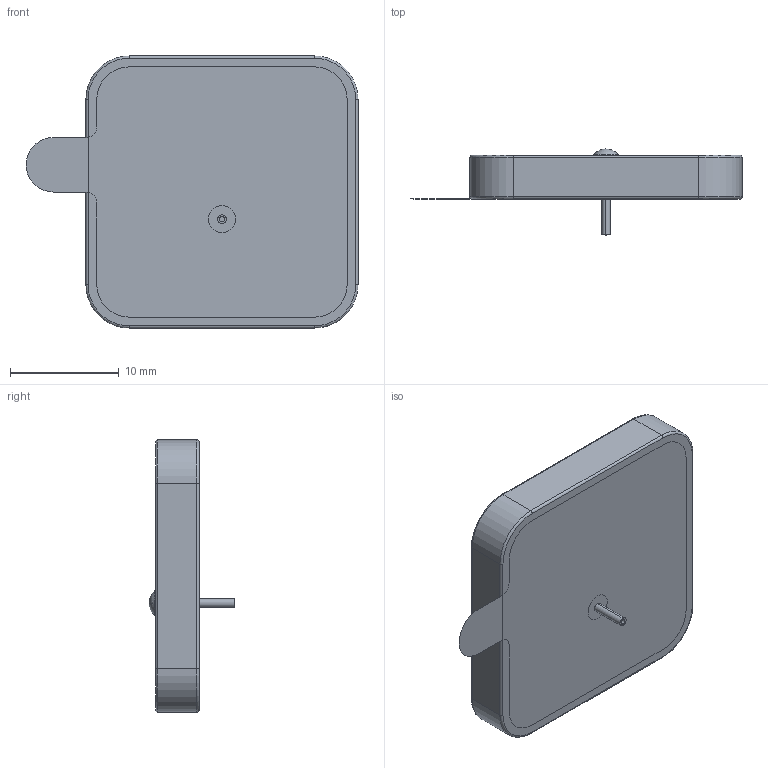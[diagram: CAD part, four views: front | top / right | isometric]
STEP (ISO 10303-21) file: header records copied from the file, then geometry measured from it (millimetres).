
FILE_DESCRIPTION (( 'STEP AP214' ), '1' );
FILE_NAME ('APAE1590R2540AKDB1-Treor.STEP', '2023-03-01T13:11:25', ( '' ), ( '' ), 'SwSTEP 2.0', 'SolidWorks 2021', '' );
FILE_SCHEMA (( 'AUTOMOTIVE_DESIGN' ));
Length unit declared in the file: millimetre
Products named in the file (1): APAE1590R2540AKDB1-Treor
Bounding box: 30.5 x 7.9 x 25 mm (x, y, z)
Volume: 2446 mm3; surface area: 2687.3 mm2
Topology: 2 solids, 2 shells, 174 faces, 458 edges, 301 vertices
Faces by surface type: plane 83, bspline 54, cylinder 25, torus 10, sphere 2
Entity records: 8897 total; most frequent: CARTESIAN_POINT 4432, ORIENTED_EDGE 910, DIRECTION 656, EDGE_CURVE 455, VERTEX_POINT 300, LINE 280, VECTOR 280, EDGE_LOOP 191
